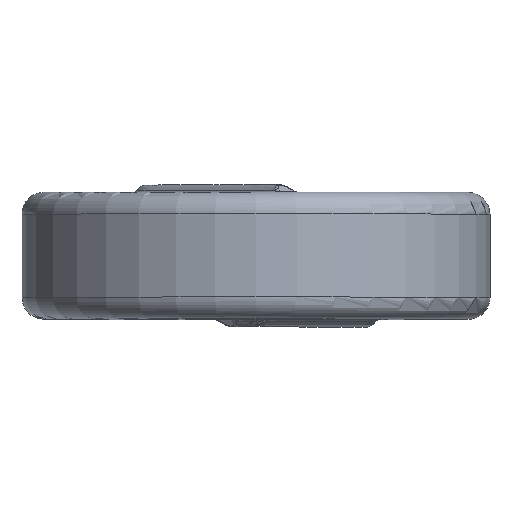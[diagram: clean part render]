
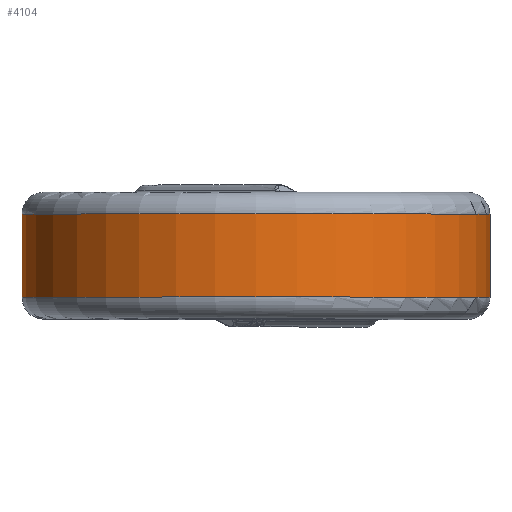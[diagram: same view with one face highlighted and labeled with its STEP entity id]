
A CAD part, top view. The second image highlights one B-rep face of the part: STEP entity #4104.
In plain terms, the highlighted cylindrical face has radius 10.7 mm (diameter 21.4 mm), a full revolution.
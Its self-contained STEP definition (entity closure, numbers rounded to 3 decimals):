
#37=CYLINDRICAL_SURFACE('',#4261,10.7);
#66=CIRCLE('',#4262,10.7);
#67=CIRCLE('',#4263,10.7);
#1140=ORIENTED_EDGE('',*,*,#1726,.T.);
#1141=ORIENTED_EDGE('',*,*,#1727,.T.);
#1726=EDGE_CURVE('',#2035,#2035,#66,.F.);
#1727=EDGE_CURVE('',#2036,#2036,#67,.T.);
#2035=VERTEX_POINT('',#9253);
#2036=VERTEX_POINT('',#9255);
#2466=EDGE_LOOP('',(#1140));
#2467=EDGE_LOOP('',(#1141));
#2665=FACE_BOUND('',#2466,.T.);
#2666=FACE_BOUND('',#2467,.T.);
#4104=ADVANCED_FACE('',(#2665,#2666),#37,.T.);
#4261=AXIS2_PLACEMENT_3D('',#9251,#4660,#4661);
#4262=AXIS2_PLACEMENT_3D('',#9252,#4662,#4663);
#4263=AXIS2_PLACEMENT_3D('',#9254,#4664,#4665);
#4660=DIRECTION('',(0.,1.,0.));
#4661=DIRECTION('',(0.,0.,1.));
#4662=DIRECTION('',(0.,1.,0.));
#4663=DIRECTION('',(0.,0.,1.));
#4664=DIRECTION('',(0.,1.,0.));
#4665=DIRECTION('',(0.,0.,1.));
#9251=CARTESIAN_POINT('',(0.,-2.9,0.));
#9252=CARTESIAN_POINT('',(0.,1.9,0.));
#9253=CARTESIAN_POINT('',(0.,1.9,10.7));
#9254=CARTESIAN_POINT('',(0.,-1.9,0.));
#9255=CARTESIAN_POINT('',(0.,-1.9,10.7));
